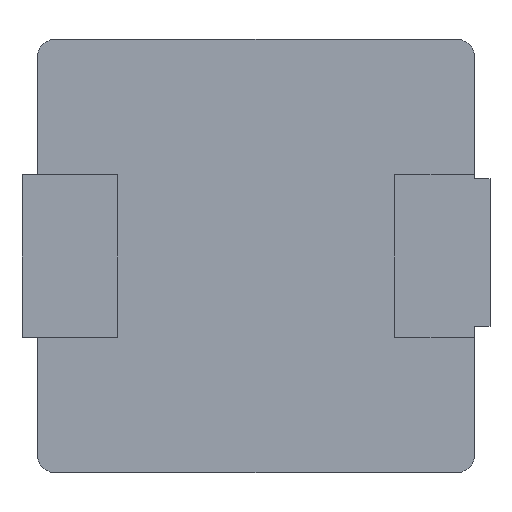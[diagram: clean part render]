
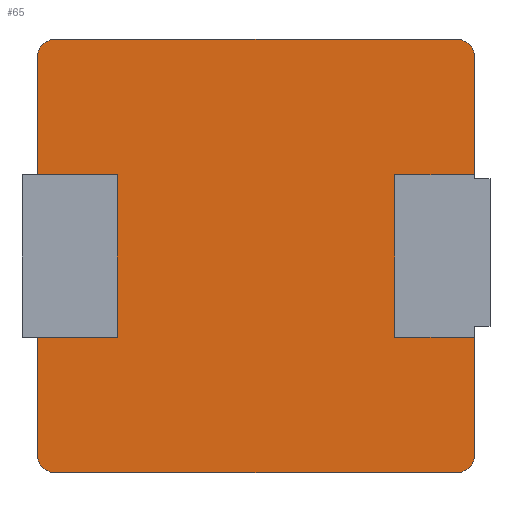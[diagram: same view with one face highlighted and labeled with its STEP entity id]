
A CAD part, front view. The second image highlights one B-rep face of the part: STEP entity #65.
In plain terms, the highlighted planar face has unit normal (0, -1, 0).
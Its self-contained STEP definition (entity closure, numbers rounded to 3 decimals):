
#65 = ADVANCED_FACE ( 'NONE', ( #298 ), #676, .T. ) ;
#69 = VERTEX_POINT ( 'NONE', #1084 ) ;
#97 = DIRECTION ( 'NONE',  ( 1., 0., 0. ) ) ;
#98 = VECTOR ( 'NONE', #283, 1000. ) ;
#108 = DIRECTION ( 'NONE',  ( 0., 0., -1. ) ) ;
#147 = DIRECTION ( 'NONE',  ( 0., 0., 1. ) ) ;
#152 = EDGE_CURVE ( 'NONE', #268, #707, #429, .T. ) ;
#192 = DIRECTION ( 'NONE',  ( 0., 1., 0. ) ) ;
#218 = CIRCLE ( 'NONE', #862, 0.5 ) ;
#220 = AXIS2_PLACEMENT_3D ( 'NONE', #966, #192, #1147 ) ;
#234 = CARTESIAN_POINT ( 'NONE',  ( 5.8, -2.175, -6.25 ) ) ;
#265 = DIRECTION ( 'NONE',  ( 0., 1., 0. ) ) ;
#268 = VERTEX_POINT ( 'NONE', #310 ) ;
#283 = DIRECTION ( 'NONE',  ( 0., 0., 1. ) ) ;
#298 = FACE_OUTER_BOUND ( 'NONE', #618, .T. ) ;
#310 = CARTESIAN_POINT ( 'NONE',  ( 6.3, -2.175, 5.75 ) ) ;
#355 = DIRECTION ( 'NONE',  ( 0., 1., 0. ) ) ;
#370 = ORIENTED_EDGE ( 'NONE', *, *, #1167, .F. ) ;
#380 = EDGE_CURVE ( 'NONE', #707, #628, #809, .T. ) ;
#388 = CARTESIAN_POINT ( 'NONE',  ( -6.3, -2.175, -5.75 ) ) ;
#420 = CARTESIAN_POINT ( 'NONE',  ( -6.3, -2.175, -5.75 ) ) ;
#429 = LINE ( 'NONE', #718, #588 ) ;
#430 = VERTEX_POINT ( 'NONE', #833 ) ;
#456 = VECTOR ( 'NONE', #1014, 1000. ) ;
#470 = ORIENTED_EDGE ( 'NONE', *, *, #879, .F. ) ;
#472 = CARTESIAN_POINT ( 'NONE',  ( -5.8, -2.175, 6.25 ) ) ;
#552 = CARTESIAN_POINT ( 'NONE',  ( 6.3, -2.175, -5.75 ) ) ;
#559 = LINE ( 'NONE', #388, #98 ) ;
#588 = VECTOR ( 'NONE', #805, 1000. ) ;
#616 = CARTESIAN_POINT ( 'NONE',  ( -5.8, -2.175, -6.25 ) ) ;
#618 = EDGE_LOOP ( 'NONE', ( #1015, #1061, #470, #1222, #1066, #1070, #931, #370 ) ) ;
#625 = AXIS2_PLACEMENT_3D ( 'NONE', #991, #694, #108 ) ;
#628 = VERTEX_POINT ( 'NONE', #234 ) ;
#637 = DIRECTION ( 'NONE',  ( 0., 1., 0. ) ) ;
#641 = CARTESIAN_POINT ( 'NONE',  ( 5.8, -2.175, -5.75 ) ) ;
#646 = VERTEX_POINT ( 'NONE', #420 ) ;
#675 = CARTESIAN_POINT ( 'NONE',  ( -6.3, -2.175, 5.75 ) ) ;
#676 = PLANE ( 'NONE',  #625 ) ;
#679 = EDGE_CURVE ( 'NONE', #1051, #430, #218, .T. ) ;
#694 = DIRECTION ( 'NONE',  ( 0., -1., 0. ) ) ;
#707 = VERTEX_POINT ( 'NONE', #552 ) ;
#710 = CIRCLE ( 'NONE', #1062, 0.5 ) ;
#718 = CARTESIAN_POINT ( 'NONE',  ( 6.3, -2.175, -5.75 ) ) ;
#745 = VERTEX_POINT ( 'NONE', #937 ) ;
#762 = CIRCLE ( 'NONE', #220, 0.5 ) ;
#763 = DIRECTION ( 'NONE',  ( 0., 0., -1. ) ) ;
#805 = DIRECTION ( 'NONE',  ( 0., 0., -1. ) ) ;
#809 = CIRCLE ( 'NONE', #1155, 0.5 ) ;
#833 = CARTESIAN_POINT ( 'NONE',  ( -5.8, -2.175, 6.25 ) ) ;
#840 = DIRECTION ( 'NONE',  ( 0., 0., 1. ) ) ;
#862 = AXIS2_PLACEMENT_3D ( 'NONE', #1135, #355, #840 ) ;
#879 = EDGE_CURVE ( 'NONE', #69, #268, #710, .T. ) ;
#919 = EDGE_CURVE ( 'NONE', #646, #1051, #559, .T. ) ;
#928 = CARTESIAN_POINT ( 'NONE',  ( 5.8, -2.175, 5.75 ) ) ;
#931 = ORIENTED_EDGE ( 'NONE', *, *, #943, .F. ) ;
#937 = CARTESIAN_POINT ( 'NONE',  ( -5.8, -2.175, -6.25 ) ) ;
#943 = EDGE_CURVE ( 'NONE', #745, #646, #762, .T. ) ;
#959 = LINE ( 'NONE', #472, #1261 ) ;
#966 = CARTESIAN_POINT ( 'NONE',  ( -5.8, -2.175, -5.75 ) ) ;
#968 = EDGE_CURVE ( 'NONE', #430, #69, #959, .T. ) ;
#991 = CARTESIAN_POINT ( 'NONE',  ( 5.8, -2.175, -5.75 ) ) ;
#1014 = DIRECTION ( 'NONE',  ( -1., 0., 0. ) ) ;
#1015 = ORIENTED_EDGE ( 'NONE', *, *, #380, .F. ) ;
#1051 = VERTEX_POINT ( 'NONE', #675 ) ;
#1061 = ORIENTED_EDGE ( 'NONE', *, *, #152, .F. ) ;
#1062 = AXIS2_PLACEMENT_3D ( 'NONE', #928, #637, #147 ) ;
#1066 = ORIENTED_EDGE ( 'NONE', *, *, #679, .F. ) ;
#1070 = ORIENTED_EDGE ( 'NONE', *, *, #919, .F. ) ;
#1084 = CARTESIAN_POINT ( 'NONE',  ( 5.8, -2.175, 6.25 ) ) ;
#1135 = CARTESIAN_POINT ( 'NONE',  ( -5.8, -2.175, 5.75 ) ) ;
#1147 = DIRECTION ( 'NONE',  ( 0., 0., 1. ) ) ;
#1155 = AXIS2_PLACEMENT_3D ( 'NONE', #641, #265, #763 ) ;
#1167 = EDGE_CURVE ( 'NONE', #628, #745, #1219, .T. ) ;
#1219 = LINE ( 'NONE', #616, #456 ) ;
#1222 = ORIENTED_EDGE ( 'NONE', *, *, #968, .F. ) ;
#1261 = VECTOR ( 'NONE', #97, 1000. ) ;
